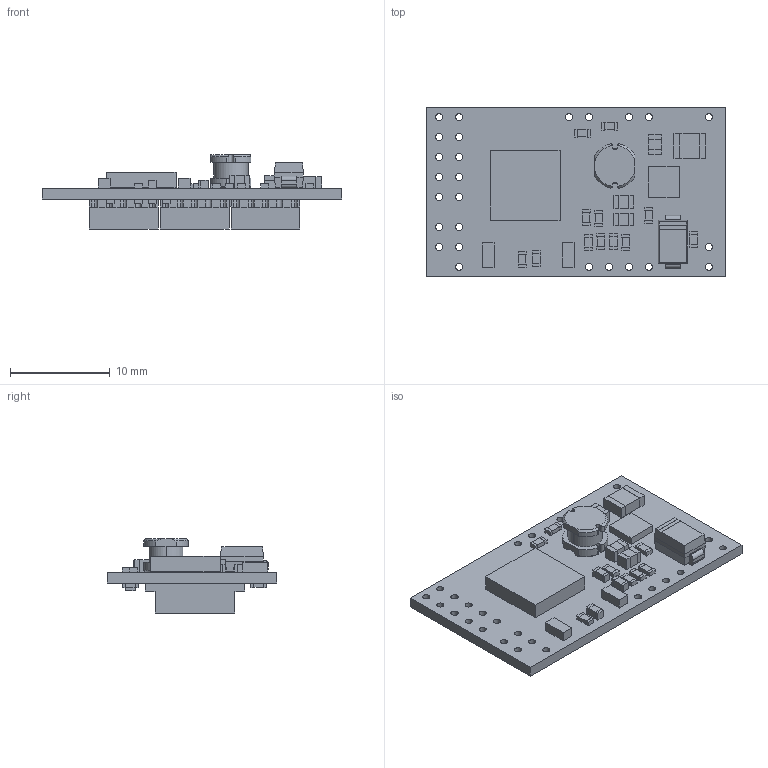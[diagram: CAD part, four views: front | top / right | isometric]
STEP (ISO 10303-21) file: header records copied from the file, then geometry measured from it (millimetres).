
FILE_DESCRIPTION(('Open CASCADE Model'),'2;1');
FILE_NAME('Open CASCADE Shape Model','2015-07-21T15:22:16',('Author'),( 'Open CASCADE'),'Open CASCADE STEP processor 6.2','Open CASCADE 6.2' ,'Unknown');
FILE_SCHEMA(('AUTOMOTIVE_DESIGN { 1 0 10303 214 1 1 1 1 }'));
Length unit declared in the file: millimetre
Products named in the file (53): PCB; Board; R17; 0603_resistor; C4; 0805_capacitor; C1; 0603_capacitor; C2; C3; C6; C7; C5; 1210_capacitor; D1; 624000176; Extruded; D2; Diode_SMA_(DO-214AC); DS1; KCSC02-105; DS2; DS3; L1; Bourns_SDR0403; Q1; 624000304; Q2; Q3; R1; R2; R3; R4; R5; R6; R7; R8; R9; R10; R11 ...
Assembly tree (77 placements, depth 4):
  PCB
    Board
    R17
      0603_resistor
    C4
      0805_capacitor
    C1
      0603_capacitor
    C2
      0603_capacitor
    C3
      0603_capacitor
    C6
      0805_capacitor
    C7
      0805_capacitor
    C5
      1210_capacitor
    D1
      624000176
        Extruded
    D2
      Diode_SMA_(DO-214AC)
    DS1
      KCSC02-105
    DS2
      KCSC02-105
    DS3
      KCSC02-105
    L1
      Bourns_SDR0403
    Q1
      624000304
        Extruded
    Q2
      624000304
        Extruded
    Q3
      624000304
        Extruded
    R1
      0603_resistor
    R2
      0603_resistor
    R3
      0603_resistor
    R4
      0603_resistor
    R5
      0603_resistor
    R6
      0603_resistor
    R7
      0603_resistor
    R8
      0603_resistor
    R9
      0603_resistor
    R10
      0603_resistor
Bounding box: 30 x 17 x 7.41 mm (x, y, z)
Volume: 1264.5 mm3; surface area: 2495.6 mm2
Topology: 85 solids, 86 shells, 1107 faces, 2713 edges, 1802 vertices
Faces by surface type: plane 992, cylinder 107, cone 8
Full cylindrical faces by diameter (mm): 0.71 x26
Entity records: 29473 total; most frequent: CARTESIAN_POINT 6272, DIRECTION 3779, LINE 2433, VECTOR 2433, ORIENTED_EDGE 2030, PCURVE 2030, DEFINITIONAL_REPRESENTATION 2030, EDGE_CURVE 1015
